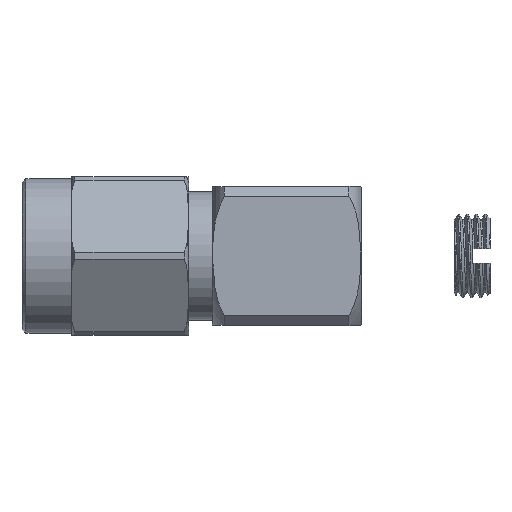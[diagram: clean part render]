
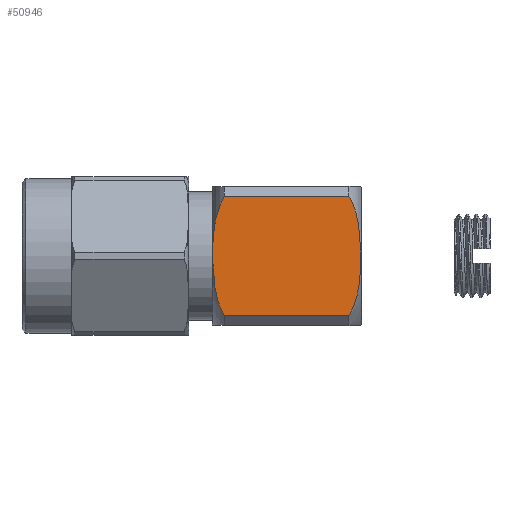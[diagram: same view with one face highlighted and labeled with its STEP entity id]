
A CAD part, top view. The second image highlights one B-rep face of the part: STEP entity #50946.
In plain terms, the highlighted planar face has unit normal (0, 0, 1).
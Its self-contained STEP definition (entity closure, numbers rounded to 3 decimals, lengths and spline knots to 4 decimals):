
#6251=B_SPLINE_CURVE_WITH_KNOTS('',3,(#229631,#229632,#229633,#229634,#229635,
#229636,#229637),.UNSPECIFIED.,.F.,.F.,(4,1,1,1,4),(0.0182,
0.0197,0.0213,0.0228,0.0244),
 .UNSPECIFIED.);
#6256=B_SPLINE_CURVE_WITH_KNOTS('',3,(#229672,#229673,#229674,#229675,#229676,
#229677,#229678),.UNSPECIFIED.,.F.,.F.,(4,1,1,1,4),(0.0182,
0.0197,0.0213,0.0228,0.0244),
 .UNSPECIFIED.);
#6367=LINE('',#229670,#6474);
#6368=LINE('',#229680,#6475);
#6474=VECTOR('',#81012,1000.);
#6475=VECTOR('',#81015,1000.);
#10864=PLANE('',#78906);
#26277=ORIENTED_EDGE('',*,*,#34227,.T.);
#26278=ORIENTED_EDGE('',*,*,#34228,.T.);
#26279=ORIENTED_EDGE('',*,*,#34217,.T.);
#26280=ORIENTED_EDGE('',*,*,#34226,.T.);
#34217=EDGE_CURVE('',#38255,#38254,#6251,.T.);
#34226=EDGE_CURVE('',#38254,#38259,#6367,.T.);
#34227=EDGE_CURVE('',#38259,#38260,#6256,.T.);
#34228=EDGE_CURVE('',#38260,#38255,#6368,.T.);
#38254=VERTEX_POINT('',#229630);
#38255=VERTEX_POINT('',#229638);
#38259=VERTEX_POINT('',#229669);
#38260=VERTEX_POINT('',#229679);
#42351=EDGE_LOOP('',(#26277,#26278,#26279,#26280));
#46284=FACE_BOUND('',#42351,.T.);
#50946=ADVANCED_FACE('',(#46284),#10864,.F.);
#78906=AXIS2_PLACEMENT_3D('',#229671,#81013,#81014);
#81012=DIRECTION('',(-1.,0.,0.));
#81013=DIRECTION('',(0.,0.,-1.));
#81014=DIRECTION('',(-1.,0.,0.));
#81015=DIRECTION('',(1.,0.,0.));
#229630=CARTESIAN_POINT('',(3.3896,3.,7.));
#229631=CARTESIAN_POINT('',(3.3896,-3.,7.));
#229632=CARTESIAN_POINT('',(3.656,-2.5602,7.));
#229633=CARTESIAN_POINT('',(3.9466,-1.5533,7.));
#229634=CARTESIAN_POINT('',(4.0089,-0.0006,7.));
#229635=CARTESIAN_POINT('',(3.9475,1.5433,7.));
#229636=CARTESIAN_POINT('',(3.6582,2.5566,7.));
#229637=CARTESIAN_POINT('',(3.3896,3.,7.));
#229638=CARTESIAN_POINT('',(3.3896,-3.,7.));
#229669=CARTESIAN_POINT('',(-2.8896,3.,7.));
#229670=CARTESIAN_POINT('',(-2.5,3.,7.));
#229671=CARTESIAN_POINT('',(0.,0.,7.));
#229672=CARTESIAN_POINT('',(-2.8896,3.,7.));
#229673=CARTESIAN_POINT('',(-3.156,2.5602,7.));
#229674=CARTESIAN_POINT('',(-3.4466,1.5533,7.));
#229675=CARTESIAN_POINT('',(-3.5089,0.0006,7.));
#229676=CARTESIAN_POINT('',(-3.4475,-1.5433,7.));
#229677=CARTESIAN_POINT('',(-3.1582,-2.5566,7.));
#229678=CARTESIAN_POINT('',(-2.8896,-3.,7.));
#229679=CARTESIAN_POINT('',(-2.8896,-3.,7.));
#229680=CARTESIAN_POINT('',(3.,-3.,7.));
